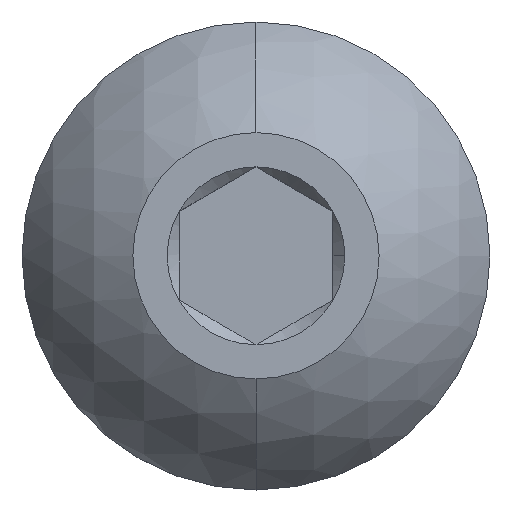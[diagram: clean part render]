
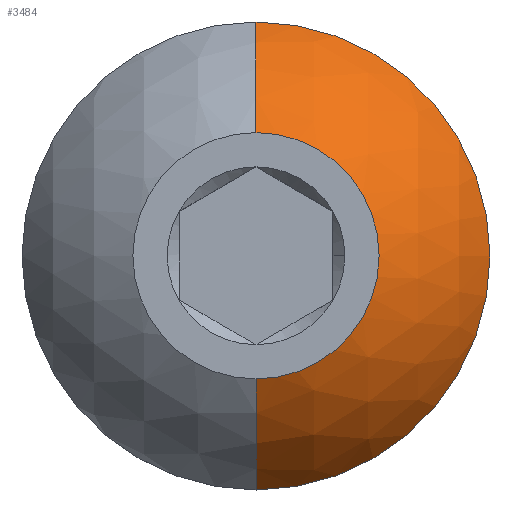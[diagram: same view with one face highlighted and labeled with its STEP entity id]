
A CAD part, top view. The second image highlights one B-rep face of the part: STEP entity #3484.
In plain terms, the highlighted spherical face has radius 4.229 mm.
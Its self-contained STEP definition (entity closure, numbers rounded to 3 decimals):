
#111 = AXIS2_PLACEMENT_3D ( 'NONE', #3245, #894, #4736 ) ;
#141 = VERTEX_POINT ( 'NONE', #3547 ) ;
#346 = CARTESIAN_POINT ( 'NONE',  ( 0., 3.8, 6.33 ) ) ;
#402 = DIRECTION ( 'NONE',  ( -1., 0., 0. ) ) ;
#549 = EDGE_CURVE ( 'NONE', #4180, #141, #1475, .T. ) ;
#560 = CARTESIAN_POINT ( 'NONE',  ( 0., -3.8, 6.33 ) ) ;
#816 = CARTESIAN_POINT ( 'NONE',  ( 0., 0., 4.474 ) ) ;
#894 = DIRECTION ( 'NONE',  ( 0., 0., 1. ) ) ;
#1122 = VERTEX_POINT ( 'NONE', #1790 ) ;
#1286 = CARTESIAN_POINT ( 'NONE',  ( 0., 0., 4.474 ) ) ;
#1475 = CIRCLE ( 'NONE', #3445, 4.229 ) ;
#1702 = DIRECTION ( 'NONE',  ( 0., -1., 0. ) ) ;
#1790 = CARTESIAN_POINT ( 'NONE',  ( 0., -2., 8.2 ) ) ;
#1838 = ORIENTED_EDGE ( 'NONE', *, *, #549, .T. ) ;
#1991 = EDGE_CURVE ( 'NONE', #3577, #1122, #3598, .T. ) ;
#2022 = SPHERICAL_SURFACE ( 'NONE', #2100, 4.229 ) ;
#2050 = EDGE_CURVE ( 'NONE', #1122, #141, #4367, .T. ) ;
#2100 = AXIS2_PLACEMENT_3D ( 'NONE', #4664, #3178, #1702 ) ;
#2494 = AXIS2_PLACEMENT_3D ( 'NONE', #816, #402, #3398 ) ;
#3159 = CARTESIAN_POINT ( 'NONE',  ( 0., 0., 6.33 ) ) ;
#3178 = DIRECTION ( 'NONE',  ( 1., 0., 0. ) ) ;
#3215 = EDGE_LOOP ( 'NONE', ( #3461, #1838, #4695, #4135 ) ) ;
#3231 = FACE_OUTER_BOUND ( 'NONE', #3215, .T. ) ;
#3245 = CARTESIAN_POINT ( 'NONE',  ( 0., 0., 8.2 ) ) ;
#3398 = DIRECTION ( 'NONE',  ( 0., -1., 0. ) ) ;
#3445 = AXIS2_PLACEMENT_3D ( 'NONE', #1286, #3875, #4217 ) ;
#3461 = ORIENTED_EDGE ( 'NONE', *, *, #4337, .T. ) ;
#3484 = ADVANCED_FACE ( 'NONE', ( #3231 ), #2022, .T. ) ;
#3547 = CARTESIAN_POINT ( 'NONE',  ( 0., 2., 8.2 ) ) ;
#3577 = VERTEX_POINT ( 'NONE', #560 ) ;
#3598 = CIRCLE ( 'NONE', #2494, 4.229 ) ;
#3875 = DIRECTION ( 'NONE',  ( 1., 0., 0. ) ) ;
#4135 = ORIENTED_EDGE ( 'NONE', *, *, #1991, .F. ) ;
#4180 = VERTEX_POINT ( 'NONE', #346 ) ;
#4214 = AXIS2_PLACEMENT_3D ( 'NONE', #3159, #4647, #4277 ) ;
#4217 = DIRECTION ( 'NONE',  ( 0., 1., 0. ) ) ;
#4277 = DIRECTION ( 'NONE',  ( 0., -1., 0. ) ) ;
#4289 = CIRCLE ( 'NONE', #4214, 3.8 ) ;
#4337 = EDGE_CURVE ( 'NONE', #3577, #4180, #4289, .T. ) ;
#4367 = CIRCLE ( 'NONE', #111, 2. ) ;
#4647 = DIRECTION ( 'NONE',  ( 0., 0., 1. ) ) ;
#4664 = CARTESIAN_POINT ( 'NONE',  ( 0., 0., 4.474 ) ) ;
#4695 = ORIENTED_EDGE ( 'NONE', *, *, #2050, .F. ) ;
#4736 = DIRECTION ( 'NONE',  ( 0., -1., 0. ) ) ;
